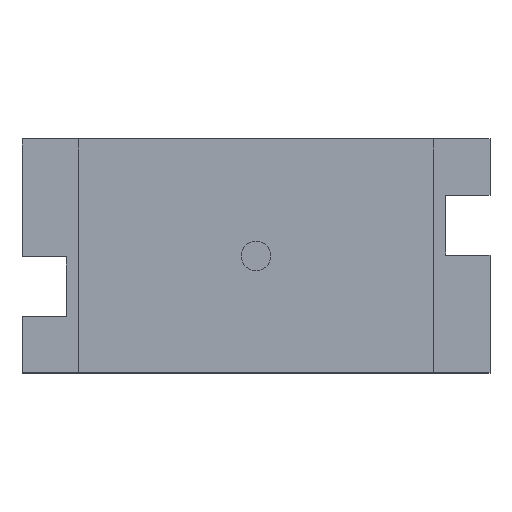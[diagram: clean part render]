
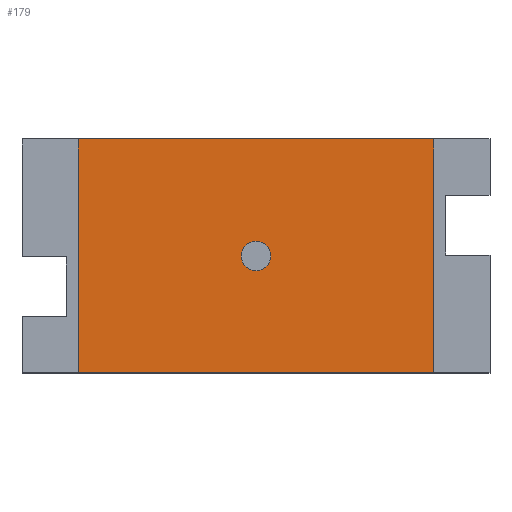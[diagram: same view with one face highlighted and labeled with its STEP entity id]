
A CAD part, top view. The second image highlights one B-rep face of the part: STEP entity #179.
In plain terms, the highlighted planar face has unit normal (0, 0, 1).
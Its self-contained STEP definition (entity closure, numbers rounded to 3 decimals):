
#50 = VERTEX_POINT('',#51);
#51 = CARTESIAN_POINT('',(-2.413,1.588,0.635));
#57 = EDGE_CURVE('',#50,#58,#60,.T.);
#58 = VERTEX_POINT('',#59);
#59 = CARTESIAN_POINT('',(2.413,1.588,0.635));
#60 = LINE('',#61,#62);
#61 = CARTESIAN_POINT('',(-2.413,1.588,0.635));
#62 = VECTOR('',#63,1.);
#63 = DIRECTION('',(1.,0.,0.));
#88 = EDGE_CURVE('',#58,#89,#91,.T.);
#89 = VERTEX_POINT('',#90);
#90 = CARTESIAN_POINT('',(2.413,-1.588,0.635));
#91 = LINE('',#92,#93);
#92 = CARTESIAN_POINT('',(2.413,1.588,0.635));
#93 = VECTOR('',#94,1.);
#94 = DIRECTION('',(0.,-1.,0.));
#119 = EDGE_CURVE('',#89,#120,#122,.T.);
#120 = VERTEX_POINT('',#121);
#121 = CARTESIAN_POINT('',(-2.413,-1.588,0.635));
#122 = LINE('',#123,#124);
#123 = CARTESIAN_POINT('',(2.413,-1.588,0.635));
#124 = VECTOR('',#125,1.);
#125 = DIRECTION('',(-1.,0.,0.));
#150 = EDGE_CURVE('',#120,#50,#151,.T.);
#151 = LINE('',#152,#153);
#152 = CARTESIAN_POINT('',(-2.413,-1.588,0.635));
#153 = VECTOR('',#154,1.);
#154 = DIRECTION('',(0.,1.,0.));
#179 = ADVANCED_FACE('',(#180),#186,.T.);
#180 = FACE_BOUND('',#181,.F.);
#181 = EDGE_LOOP('',(#182,#183,#184,#185));
#182 = ORIENTED_EDGE('',*,*,#57,.T.);
#183 = ORIENTED_EDGE('',*,*,#88,.T.);
#184 = ORIENTED_EDGE('',*,*,#119,.T.);
#185 = ORIENTED_EDGE('',*,*,#150,.T.);
#186 = PLANE('',#187);
#187 = AXIS2_PLACEMENT_3D('',#188,#189,#190);
#188 = CARTESIAN_POINT('',(0.,0.,0.635));
#189 = DIRECTION('',(0.,0.,1.));
#190 = DIRECTION('',(1.,0.,0.));
